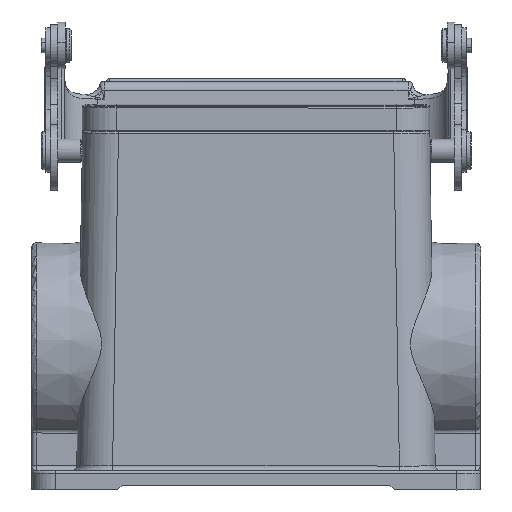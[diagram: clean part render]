
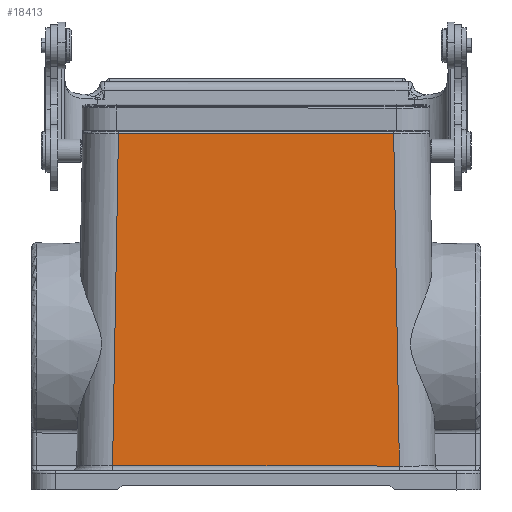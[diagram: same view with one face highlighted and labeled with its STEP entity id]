
A CAD part, top view. The second image highlights one B-rep face of the part: STEP entity #18413.
In plain terms, the highlighted planar face has unit normal (0, 0.009, 1).
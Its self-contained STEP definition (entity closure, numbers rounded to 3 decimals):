
#2122=DIRECTION('',(0.017,-1.,0.009));
#2123=VECTOR('',#2122,69.547);
#2124=CARTESIAN_POINT('',(75.819,51.278,0.004));
#2125=LINE('',#2124,#2123);
#2126=DIRECTION('',(0.018,1.,-0.009));
#2127=VECTOR('',#2126,69.547);
#2128=CARTESIAN_POINT('',(16.964,-18.238,
0.611));
#2129=LINE('',#2128,#2127);
#4604=DIRECTION('',(-1.,0.,0.));
#4605=VECTOR('',#4604,57.619);
#4606=CARTESIAN_POINT('',(75.819,51.278,0.004));
#4607=LINE('',#4606,#4605);
#5531=DIRECTION('',(1.,0.,0.));
#5532=VECTOR('',#5531,60.047);
#5533=CARTESIAN_POINT('',(16.964,-18.238,
0.611));
#5534=LINE('',#5533,#5532);
#13988=CARTESIAN_POINT('',(16.964,-18.238,
0.611));
#13989=CARTESIAN_POINT('',(18.199,51.295,
0.004));
#13990=VERTEX_POINT('',#13988);
#13991=VERTEX_POINT('',#13989);
#13995=CARTESIAN_POINT('',(75.819,51.278,
0.004));
#13996=CARTESIAN_POINT('',(77.011,-18.257,
0.611));
#13997=VERTEX_POINT('',#13995);
#13998=VERTEX_POINT('',#13996);
#18399=CARTESIAN_POINT('',(46.998,16.519,
0.308));
#18400=DIRECTION('',(0.,0.009,1.));
#18401=DIRECTION('',(0.,-1.,0.009));
#18402=AXIS2_PLACEMENT_3D('',#18399,#18400,#18401);
#18403=PLANE('',#18402);
#18405=ORIENTED_EDGE('',*,*,#18404,.T.);
#18407=ORIENTED_EDGE('',*,*,#18406,.F.);
#18408=ORIENTED_EDGE('',*,*,#18385,.T.);
#18410=ORIENTED_EDGE('',*,*,#18409,.F.);
#18411=EDGE_LOOP('',(#18405,#18407,#18408,#18410));
#18412=FACE_OUTER_BOUND('',#18411,.F.);
#18385=EDGE_CURVE('',#13990,#13991,#2129,.T.);
#18404=EDGE_CURVE('',#13997,#13998,#2125,.T.);
#18406=EDGE_CURVE('',#13990,#13998,#5534,.T.);
#18409=EDGE_CURVE('',#13997,#13991,#4607,.T.);
#18413=ADVANCED_FACE('',(#18412),#18403,.T.);
